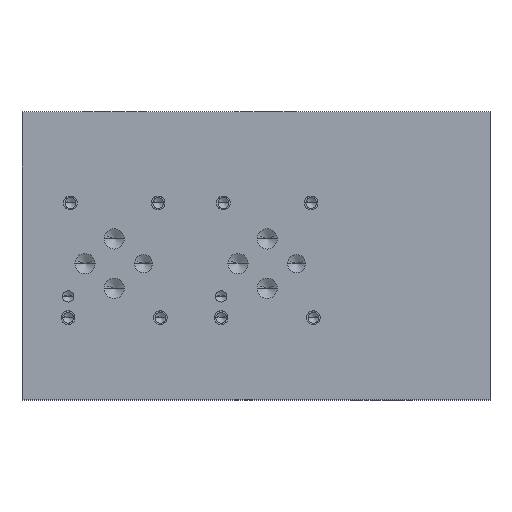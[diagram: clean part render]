
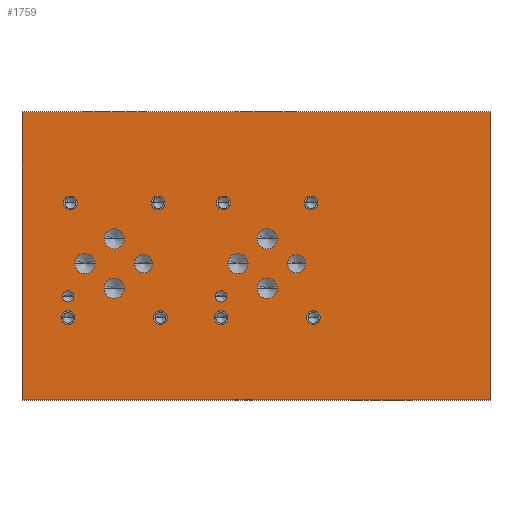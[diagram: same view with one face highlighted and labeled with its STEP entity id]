
A CAD part, top view. The second image highlights one B-rep face of the part: STEP entity #1759.
In plain terms, the highlighted planar face has unit normal (0, 0, 1).
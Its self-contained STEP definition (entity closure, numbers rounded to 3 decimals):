
#73=CARTESIAN_POINT('',(25.794,48.031,76.2));
#74=VERTEX_POINT('',#73);
#75=CARTESIAN_POINT('',(22.225,48.031,76.2));
#76=DIRECTION('',(0.0,0.0,-1.0));
#77=DIRECTION('',(1.0,0.0,0.0));
#78=AXIS2_PLACEMENT_3D('',#75,#76,#77);
#79=CIRCLE('',#78,3.569);
#80=EDGE_CURVE('',#74,#74,#79,.T.);
#144=CARTESIAN_POINT('',(46.05,48.031,76.2));
#145=VERTEX_POINT('',#144);
#146=CARTESIAN_POINT('',(42.875,48.031,76.2));
#147=DIRECTION('',(0.0,0.0,-1.0));
#148=DIRECTION('',(1.0,0.0,0.0));
#149=AXIS2_PLACEMENT_3D('',#146,#147,#148);
#150=CIRCLE('',#149,3.175);
#151=EDGE_CURVE('',#145,#145,#150,.T.);
#215=CARTESIAN_POINT('',(36.106,56.769,76.2));
#216=VERTEX_POINT('',#215);
#217=CARTESIAN_POINT('',(32.537,56.769,76.2));
#218=DIRECTION('',(0.0,0.0,-1.0));
#219=DIRECTION('',(1.0,0.0,0.0));
#220=AXIS2_PLACEMENT_3D('',#217,#218,#219);
#221=CIRCLE('',#220,3.569);
#222=EDGE_CURVE('',#216,#216,#221,.T.);
#286=CARTESIAN_POINT('',(36.106,39.294,76.2));
#287=VERTEX_POINT('',#286);
#288=CARTESIAN_POINT('',(32.537,39.294,76.2));
#289=DIRECTION('',(0.0,0.0,-1.0));
#290=DIRECTION('',(1.0,0.0,0.0));
#291=AXIS2_PLACEMENT_3D('',#288,#289,#290);
#292=CIRCLE('',#291,3.569);
#293=EDGE_CURVE('',#287,#287,#292,.T.);
#357=CARTESIAN_POINT('',(18.263,36.474,76.2));
#358=VERTEX_POINT('',#357);
#359=CARTESIAN_POINT('',(16.281,36.474,76.2));
#360=DIRECTION('',(0.0,0.0,-1.0));
#361=DIRECTION('',(1.0,0.0,0.0));
#362=AXIS2_PLACEMENT_3D('',#359,#360,#361);
#363=CIRCLE('',#362,1.981);
#364=EDGE_CURVE('',#358,#358,#363,.T.);
#428=CARTESIAN_POINT('',(18.694,28.981,76.2));
#429=VERTEX_POINT('',#428);
#430=CARTESIAN_POINT('',(16.281,28.981,76.2));
#431=DIRECTION('',(0.0,0.0,-1.0));
#432=DIRECTION('',(1.0,0.0,0.0));
#433=AXIS2_PLACEMENT_3D('',#430,#431,#432);
#434=CIRCLE('',#433,2.413);
#435=EDGE_CURVE('',#429,#429,#434,.T.);
#539=CARTESIAN_POINT('',(51.232,28.981,76.2));
#540=VERTEX_POINT('',#539);
#541=CARTESIAN_POINT('',(48.819,28.981,76.2));
#542=DIRECTION('',(0.0,0.0,-1.0));
#543=DIRECTION('',(1.0,0.0,0.0));
#544=AXIS2_PLACEMENT_3D('',#541,#542,#543);
#545=CIRCLE('',#544,2.413);
#546=EDGE_CURVE('',#540,#540,#545,.T.);
#650=CARTESIAN_POINT('',(50.444,69.469,76.2));
#651=VERTEX_POINT('',#650);
#652=CARTESIAN_POINT('',(48.031,69.469,76.2));
#653=DIRECTION('',(0.0,0.0,-1.0));
#654=DIRECTION('',(1.0,0.0,0.0));
#655=AXIS2_PLACEMENT_3D('',#652,#653,#654);
#656=CIRCLE('',#655,2.413);
#657=EDGE_CURVE('',#651,#651,#656,.T.);
#761=CARTESIAN_POINT('',(19.482,69.469,76.2));
#762=VERTEX_POINT('',#761);
#763=CARTESIAN_POINT('',(17.069,69.469,76.2));
#764=DIRECTION('',(0.0,0.0,-1.0));
#765=DIRECTION('',(1.0,0.0,0.0));
#766=AXIS2_PLACEMENT_3D('',#763,#764,#765);
#767=CIRCLE('',#766,2.413);
#768=EDGE_CURVE('',#762,#762,#767,.T.);
#872=CARTESIAN_POINT('',(79.769,48.031,76.2));
#873=VERTEX_POINT('',#872);
#874=CARTESIAN_POINT('',(76.2,48.031,76.2));
#875=DIRECTION('',(0.0,0.0,-1.0));
#876=DIRECTION('',(1.0,0.0,0.0));
#877=AXIS2_PLACEMENT_3D('',#874,#875,#876);
#878=CIRCLE('',#877,3.569);
#879=EDGE_CURVE('',#873,#873,#878,.T.);
#943=CARTESIAN_POINT('',(100.025,48.031,76.2));
#944=VERTEX_POINT('',#943);
#945=CARTESIAN_POINT('',(96.85,48.031,76.2));
#946=DIRECTION('',(0.0,0.0,-1.0));
#947=DIRECTION('',(1.0,0.0,0.0));
#948=AXIS2_PLACEMENT_3D('',#945,#946,#947);
#949=CIRCLE('',#948,3.175);
#950=EDGE_CURVE('',#944,#944,#949,.T.);
#1014=CARTESIAN_POINT('',(90.081,56.769,76.2));
#1015=VERTEX_POINT('',#1014);
#1016=CARTESIAN_POINT('',(86.512,56.769,76.2));
#1017=DIRECTION('',(0.0,0.0,-1.0));
#1018=DIRECTION('',(1.0,0.0,0.0));
#1019=AXIS2_PLACEMENT_3D('',#1016,#1017,#1018);
#1020=CIRCLE('',#1019,3.569);
#1021=EDGE_CURVE('',#1015,#1015,#1020,.T.);
#1085=CARTESIAN_POINT('',(90.081,39.294,76.2));
#1086=VERTEX_POINT('',#1085);
#1087=CARTESIAN_POINT('',(86.512,39.294,76.2));
#1088=DIRECTION('',(0.0,0.0,-1.0));
#1089=DIRECTION('',(1.0,0.0,0.0));
#1090=AXIS2_PLACEMENT_3D('',#1087,#1088,#1089);
#1091=CIRCLE('',#1090,3.569);
#1092=EDGE_CURVE('',#1086,#1086,#1091,.T.);
#1156=CARTESIAN_POINT('',(72.238,36.474,76.2));
#1157=VERTEX_POINT('',#1156);
#1158=CARTESIAN_POINT('',(70.256,36.474,76.2));
#1159=DIRECTION('',(0.0,0.0,-1.0));
#1160=DIRECTION('',(1.0,0.0,0.0));
#1161=AXIS2_PLACEMENT_3D('',#1158,#1159,#1160);
#1162=CIRCLE('',#1161,1.981);
#1163=EDGE_CURVE('',#1157,#1157,#1162,.T.);
#1227=CARTESIAN_POINT('',(72.669,28.981,76.2));
#1228=VERTEX_POINT('',#1227);
#1229=CARTESIAN_POINT('',(70.256,28.981,76.2));
#1230=DIRECTION('',(0.0,0.0,-1.0));
#1231=DIRECTION('',(1.0,0.0,0.0));
#1232=AXIS2_PLACEMENT_3D('',#1229,#1230,#1231);
#1233=CIRCLE('',#1232,2.413);
#1234=EDGE_CURVE('',#1228,#1228,#1233,.T.);
#1338=CARTESIAN_POINT('',(105.207,28.981,76.2));
#1339=VERTEX_POINT('',#1338);
#1340=CARTESIAN_POINT('',(102.794,28.981,76.2));
#1341=DIRECTION('',(0.0,0.0,-1.0));
#1342=DIRECTION('',(1.0,0.0,0.0));
#1343=AXIS2_PLACEMENT_3D('',#1340,#1341,#1342);
#1344=CIRCLE('',#1343,2.413);
#1345=EDGE_CURVE('',#1339,#1339,#1344,.T.);
#1449=CARTESIAN_POINT('',(104.419,69.469,76.2));
#1450=VERTEX_POINT('',#1449);
#1451=CARTESIAN_POINT('',(102.006,69.469,76.2));
#1452=DIRECTION('',(0.0,0.0,-1.0));
#1453=DIRECTION('',(1.0,0.0,0.0));
#1454=AXIS2_PLACEMENT_3D('',#1451,#1452,#1453);
#1455=CIRCLE('',#1454,2.413);
#1456=EDGE_CURVE('',#1450,#1450,#1455,.T.);
#1560=CARTESIAN_POINT('',(73.457,69.469,76.2));
#1561=VERTEX_POINT('',#1560);
#1562=CARTESIAN_POINT('',(71.044,69.469,76.2));
#1563=DIRECTION('',(0.0,0.0,-1.0));
#1564=DIRECTION('',(1.0,0.0,0.0));
#1565=AXIS2_PLACEMENT_3D('',#1562,#1563,#1564);
#1566=CIRCLE('',#1565,2.413);
#1567=EDGE_CURVE('',#1561,#1561,#1566,.T.);
#1666=CARTESIAN_POINT('',(0.0,101.6,76.2));
#1667=DIRECTION('',(0.0,0.0,-1.0));
#1668=DIRECTION('',(-1.0,0.0,0.0));
#1669=AXIS2_PLACEMENT_3D('',#1666,#1667,#1668);
#1670=PLANE('',#1669);
#1671=CARTESIAN_POINT('',(0.0,0.0,76.2));
#1672=VERTEX_POINT('',#1671);
#1673=CARTESIAN_POINT('',(0.0,101.6,76.2));
#1674=VERTEX_POINT('',#1673);
#1675=CARTESIAN_POINT('',(0.0,0.0,76.2));
#1676=DIRECTION('',(0.0,1.0,0.0));
#1677=VECTOR('',#1676,101.6);
#1678=LINE('',#1675,#1677);
#1679=EDGE_CURVE('',#1672,#1674,#1678,.T.);
#1680=ORIENTED_EDGE('',*,*,#1679,.F.);
#1681=CARTESIAN_POINT('',(165.1,0.0,76.2));
#1682=VERTEX_POINT('',#1681);
#1683=CARTESIAN_POINT('',(165.1,0.0,76.2));
#1684=DIRECTION('',(-1.0,0.0,0.0));
#1685=VECTOR('',#1684,165.1);
#1686=LINE('',#1683,#1685);
#1687=EDGE_CURVE('',#1682,#1672,#1686,.T.);
#1688=ORIENTED_EDGE('',*,*,#1687,.F.);
#1689=CARTESIAN_POINT('',(165.1,101.6,76.2));
#1690=VERTEX_POINT('',#1689);
#1691=CARTESIAN_POINT('',(165.1,101.6,76.2));
#1692=DIRECTION('',(0.0,-1.0,0.0));
#1693=VECTOR('',#1692,101.6);
#1694=LINE('',#1691,#1693);
#1695=EDGE_CURVE('',#1690,#1682,#1694,.T.);
#1696=ORIENTED_EDGE('',*,*,#1695,.F.);
#1697=CARTESIAN_POINT('',(0.0,101.6,76.2));
#1698=DIRECTION('',(1.0,0.0,0.0));
#1699=VECTOR('',#1698,165.1);
#1700=LINE('',#1697,#1699);
#1701=EDGE_CURVE('',#1674,#1690,#1700,.T.);
#1702=ORIENTED_EDGE('',*,*,#1701,.F.);
#1703=EDGE_LOOP('',(#1680,#1688,#1696,#1702));
#1704=FACE_OUTER_BOUND('',#1703,.T.);
#1705=ORIENTED_EDGE('',*,*,#80,.T.);
#1706=EDGE_LOOP('',(#1705));
#1707=FACE_BOUND('',#1706,.T.);
#1708=ORIENTED_EDGE('',*,*,#151,.T.);
#1709=EDGE_LOOP('',(#1708));
#1710=FACE_BOUND('',#1709,.T.);
#1711=ORIENTED_EDGE('',*,*,#222,.T.);
#1712=EDGE_LOOP('',(#1711));
#1713=FACE_BOUND('',#1712,.T.);
#1714=ORIENTED_EDGE('',*,*,#293,.T.);
#1715=EDGE_LOOP('',(#1714));
#1716=FACE_BOUND('',#1715,.T.);
#1717=ORIENTED_EDGE('',*,*,#364,.T.);
#1718=EDGE_LOOP('',(#1717));
#1719=FACE_BOUND('',#1718,.T.);
#1720=ORIENTED_EDGE('',*,*,#435,.T.);
#1721=EDGE_LOOP('',(#1720));
#1722=FACE_BOUND('',#1721,.T.);
#1723=ORIENTED_EDGE('',*,*,#546,.T.);
#1724=EDGE_LOOP('',(#1723));
#1725=FACE_BOUND('',#1724,.T.);
#1726=ORIENTED_EDGE('',*,*,#657,.T.);
#1727=EDGE_LOOP('',(#1726));
#1728=FACE_BOUND('',#1727,.T.);
#1729=ORIENTED_EDGE('',*,*,#768,.T.);
#1730=EDGE_LOOP('',(#1729));
#1731=FACE_BOUND('',#1730,.T.);
#1732=ORIENTED_EDGE('',*,*,#879,.T.);
#1733=EDGE_LOOP('',(#1732));
#1734=FACE_BOUND('',#1733,.T.);
#1735=ORIENTED_EDGE('',*,*,#950,.T.);
#1736=EDGE_LOOP('',(#1735));
#1737=FACE_BOUND('',#1736,.T.);
#1738=ORIENTED_EDGE('',*,*,#1021,.T.);
#1739=EDGE_LOOP('',(#1738));
#1740=FACE_BOUND('',#1739,.T.);
#1741=ORIENTED_EDGE('',*,*,#1092,.T.);
#1742=EDGE_LOOP('',(#1741));
#1743=FACE_BOUND('',#1742,.T.);
#1744=ORIENTED_EDGE('',*,*,#1163,.T.);
#1745=EDGE_LOOP('',(#1744));
#1746=FACE_BOUND('',#1745,.T.);
#1747=ORIENTED_EDGE('',*,*,#1234,.T.);
#1748=EDGE_LOOP('',(#1747));
#1749=FACE_BOUND('',#1748,.T.);
#1750=ORIENTED_EDGE('',*,*,#1345,.T.);
#1751=EDGE_LOOP('',(#1750));
#1752=FACE_BOUND('',#1751,.T.);
#1753=ORIENTED_EDGE('',*,*,#1456,.T.);
#1754=EDGE_LOOP('',(#1753));
#1755=FACE_BOUND('',#1754,.T.);
#1756=ORIENTED_EDGE('',*,*,#1567,.T.);
#1757=EDGE_LOOP('',(#1756));
#1758=FACE_BOUND('',#1757,.T.);
#1759=ADVANCED_FACE('',(#1704,#1707,#1710,#1713,#1716,#1719,#1722,#1725,#1728,#1731,#1734,#1737,#1740,#1743,#1746,#1749,#1752,#1755,#1758),#1670,.F.);
